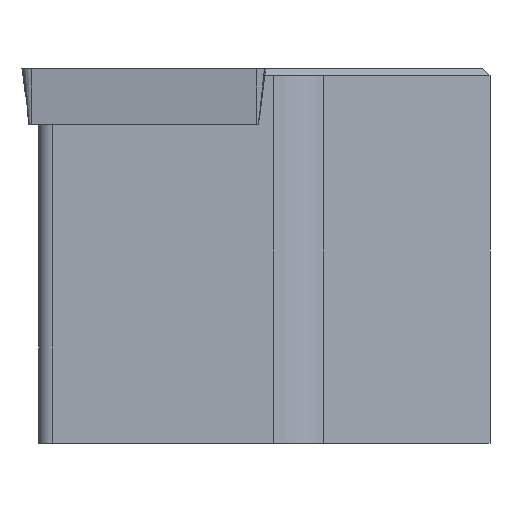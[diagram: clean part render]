
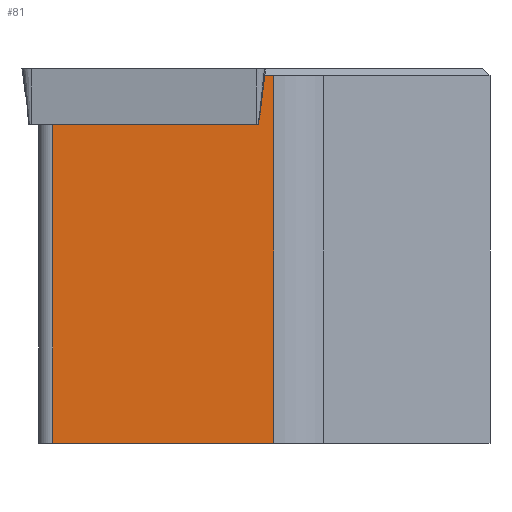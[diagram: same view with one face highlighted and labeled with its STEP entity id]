
A CAD part, left-side view. The second image highlights one B-rep face of the part: STEP entity #81.
In plain terms, the highlighted planar face has unit normal (-1, 0, 0).
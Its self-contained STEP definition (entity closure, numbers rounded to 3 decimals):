
#81=ADVANCED_FACE('',(#152),#115,.F.);
#115=PLANE('',#717);
#152=FACE_OUTER_BOUND('',#190,.T.);
#190=EDGE_LOOP('',(#353,#354,#355,#356,#357,#358));
#353=ORIENTED_EDGE('',*,*,#513,.T.);
#354=ORIENTED_EDGE('',*,*,#511,.T.);
#355=ORIENTED_EDGE('',*,*,#456,.F.);
#356=ORIENTED_EDGE('',*,*,#514,.F.);
#357=ORIENTED_EDGE('',*,*,#504,.F.);
#358=ORIENTED_EDGE('',*,*,#515,.T.);
#397=VERTEX_POINT('',#948);
#398=VERTEX_POINT('',#950);
#425=VERTEX_POINT('',#1044);
#426=VERTEX_POINT('',#1046);
#430=VERTEX_POINT('',#1059);
#431=VERTEX_POINT('',#1063);
#456=EDGE_CURVE('',#397,#398,#536,.T.);
#504=EDGE_CURVE('',#425,#426,#583,.T.);
#511=EDGE_CURVE('',#430,#398,#589,.T.);
#513=EDGE_CURVE('',#431,#430,#590,.T.);
#514=EDGE_CURVE('',#426,#397,#591,.T.);
#515=EDGE_CURVE('',#425,#431,#592,.T.);
#536=LINE('',#949,#613);
#583=LINE('',#1045,#660);
#589=LINE('',#1058,#666);
#590=LINE('',#1062,#667);
#591=LINE('',#1064,#668);
#592=LINE('',#1065,#669);
#613=VECTOR('',#773,1.);
#660=VECTOR('',#862,1.);
#666=VECTOR('',#874,1.);
#667=VECTOR('',#879,1.);
#668=VECTOR('',#880,1.);
#669=VECTOR('',#881,1.);
#717=AXIS2_PLACEMENT_3D('',#1066,#882,#883);
#773=DIRECTION('',(0.,1.,0.));
#862=DIRECTION('',(0.,-1.,0.));
#874=DIRECTION('',(0.,0.,-1.));
#879=DIRECTION('',(0.,1.,0.));
#880=DIRECTION('',(0.,0.,-1.));
#881=DIRECTION('',(0.,0.14,-0.99));
#882=DIRECTION('',(1.,0.,0.));
#883=DIRECTION('',(0.,-1.,0.));
#948=CARTESIAN_POINT('',(0.492,9.233,-16.));
#949=CARTESIAN_POINT('',(0.492,18.691,-16.));
#950=CARTESIAN_POINT('',(0.492,18.691,-16.));
#1044=CARTESIAN_POINT('',(0.492,9.618,-0.3));
#1045=CARTESIAN_POINT('',(0.492,18.691,-0.3));
#1046=CARTESIAN_POINT('',(0.492,9.233,-0.3));
#1058=CARTESIAN_POINT('',(0.492,18.691,-30.));
#1059=CARTESIAN_POINT('',(0.492,18.691,-2.38));
#1062=CARTESIAN_POINT('',(0.492,18.691,-2.38));
#1063=CARTESIAN_POINT('',(0.492,9.913,-2.38));
#1064=CARTESIAN_POINT('',(0.492,9.233,-30.));
#1065=CARTESIAN_POINT('',(0.492,13.925,-30.676));
#1066=CARTESIAN_POINT('',(0.492,18.691,-30.));
